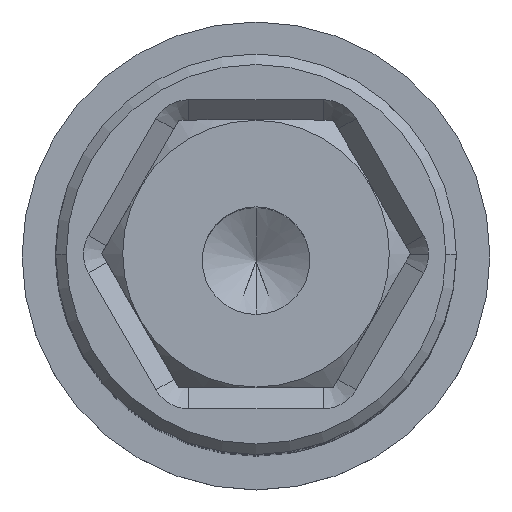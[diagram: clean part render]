
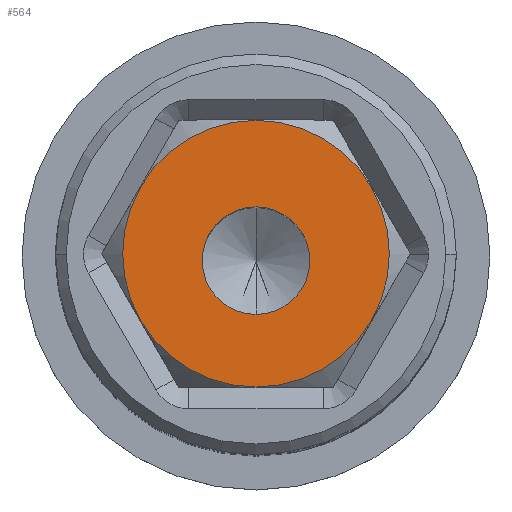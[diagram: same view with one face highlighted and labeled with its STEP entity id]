
A CAD part, top view. The second image highlights one B-rep face of the part: STEP entity #564.
In plain terms, the highlighted planar face has unit normal (0, 0, 1).
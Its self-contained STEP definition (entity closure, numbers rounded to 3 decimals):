
#134 = AXIS2_PLACEMENT_3D ( 'NONE', #2426, #2421, #2418 ) ;
#273 = AXIS2_PLACEMENT_3D ( 'NONE', #3304, #3303, #3300 ) ;
#274 = AXIS2_PLACEMENT_3D ( 'NONE', #3295, #3294, #3290 ) ;
#287 = AXIS2_PLACEMENT_3D ( 'NONE', #2902, #2901, #2900 ) ;
#288 = AXIS2_PLACEMENT_3D ( 'NONE', #2899, #2898, #2897 ) ;
#564 = ADVANCED_FACE ( 'NONE', ( #1186, #1192 ), #2423, .T. ) ;
#772 = EDGE_LOOP ( 'NONE', ( #5792, #5760 ) ) ;
#778 = EDGE_LOOP ( 'NONE', ( #5765, #5779 ) ) ;
#1186 = FACE_BOUND ( 'NONE', #772, .T. ) ;
#1192 = FACE_OUTER_BOUND ( 'NONE', #778, .T. ) ;
#1331 = CIRCLE ( 'NONE', #273, 2.553 ) ;
#1754 = EDGE_CURVE ( 'NONE', #5008, #5009, #1331, .T. ) ;
#1758 = EDGE_CURVE ( 'NONE', #4995, #5007, #4931, .T. ) ;
#1841 = EDGE_CURVE ( 'NONE', #5007, #4995, #4809, .T. ) ;
#1842 = EDGE_CURVE ( 'NONE', #5009, #5008, #4808, .T. ) ;
#2418 = DIRECTION ( 'NONE',  ( 1., 0., 0. ) ) ;
#2421 = DIRECTION ( 'NONE',  ( 0., 0., 1. ) ) ;
#2423 = PLANE ( 'NONE',  #134 ) ;
#2426 = CARTESIAN_POINT ( 'NONE',  ( 0., -7.332, 18.479 ) ) ;
#2653 = CARTESIAN_POINT ( 'NONE',  ( 2.883, 0., 18.479 ) ) ;
#2654 = CARTESIAN_POINT ( 'NONE',  ( -2.223, 0., 18.479 ) ) ;
#2655 = CARTESIAN_POINT ( 'NONE',  ( -6.332, 0., 18.479 ) ) ;
#2667 = CARTESIAN_POINT ( 'NONE',  ( 6.332, 0., 18.479 ) ) ;
#2897 = DIRECTION ( 'NONE',  ( 1., 0., 0. ) ) ;
#2898 = DIRECTION ( 'NONE',  ( 0., 0., 1. ) ) ;
#2899 = CARTESIAN_POINT ( 'NONE',  ( 0.33, 0., 18.479 ) ) ;
#2900 = DIRECTION ( 'NONE',  ( 1., 0., 0. ) ) ;
#2901 = DIRECTION ( 'NONE',  ( 0., 0., 1. ) ) ;
#2902 = CARTESIAN_POINT ( 'NONE',  ( 0., 0., 18.479 ) ) ;
#3290 = DIRECTION ( 'NONE',  ( 1., 0., 0. ) ) ;
#3294 = DIRECTION ( 'NONE',  ( 0., 0., 1. ) ) ;
#3295 = CARTESIAN_POINT ( 'NONE',  ( 0., 0., 18.479 ) ) ;
#3300 = DIRECTION ( 'NONE',  ( 1., 0., 0. ) ) ;
#3303 = DIRECTION ( 'NONE',  ( 0., 0., 1. ) ) ;
#3304 = CARTESIAN_POINT ( 'NONE',  ( 0.33, 0., 18.479 ) ) ;
#4808 = CIRCLE ( 'NONE', #288, 2.553 ) ;
#4809 = CIRCLE ( 'NONE', #287, 6.332 ) ;
#4931 = CIRCLE ( 'NONE', #274, 6.332 ) ;
#4995 = VERTEX_POINT ( 'NONE', #2667 ) ;
#5007 = VERTEX_POINT ( 'NONE', #2655 ) ;
#5008 = VERTEX_POINT ( 'NONE', #2654 ) ;
#5009 = VERTEX_POINT ( 'NONE', #2653 ) ;
#5760 = ORIENTED_EDGE ( 'NONE', *, *, #1754, .F. ) ;
#5765 = ORIENTED_EDGE ( 'NONE', *, *, #1841, .T. ) ;
#5779 = ORIENTED_EDGE ( 'NONE', *, *, #1758, .T. ) ;
#5792 = ORIENTED_EDGE ( 'NONE', *, *, #1842, .F. ) ;
